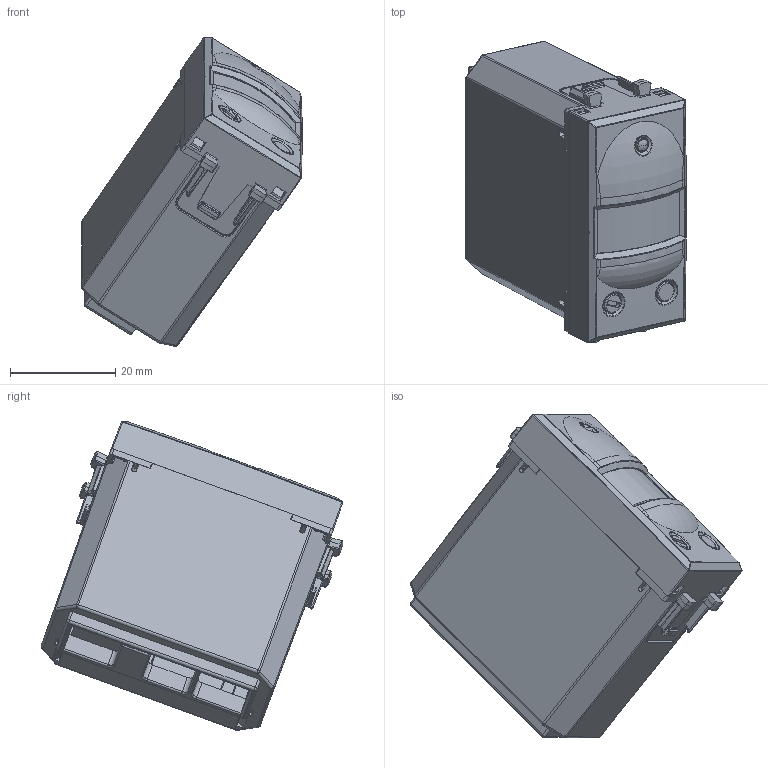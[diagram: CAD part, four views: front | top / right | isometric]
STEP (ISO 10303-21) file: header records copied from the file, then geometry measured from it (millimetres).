
FILE_DESCRIPTION(('CATIA V5 STEP Exchange'),'2;1');
FILE_NAME('442AB68.stp','2024-03-07T06:12:08+00:00',('none'),('none'),'CATIA Version 5-6 Release 2016 SP6','CATIA V5 STEP AP203','none');
FILE_SCHEMA(('CONFIG_CONTROL_DESIGN'));
Products named in the file (1): 44XAB68
Assembly tree (8 placements, depth 2):
  44XAB68
    #57
    #11280
    #11455
    #12146
    #13374
    #43584
    #45733
    #50706
Bounding box: 41.89 x 57.34 x 58.72 mm (x, y, z)
Volume: 11292.6 mm3; surface area: 18723.5 mm2
Topology: 7 solids, 7 shells, 1318 faces, 3667 edges, 2297 vertices
Faces by surface type: plane 636, cylinder 361, bspline 114, cone 85, sphere 66, torus 48, revolution 8
Entity records: 50723 total; most frequent: CARTESIAN_POINT 21417, ORIENTED_EDGE 7182, DIRECTION 4167, EDGE_CURVE 3591, VERTEX_POINT 2286, VECTOR 1754, LINE 1754, AXIS2_PLACEMENT_3D 1431
